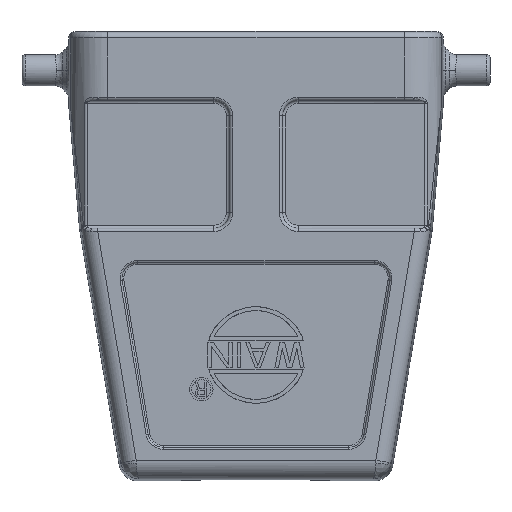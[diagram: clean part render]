
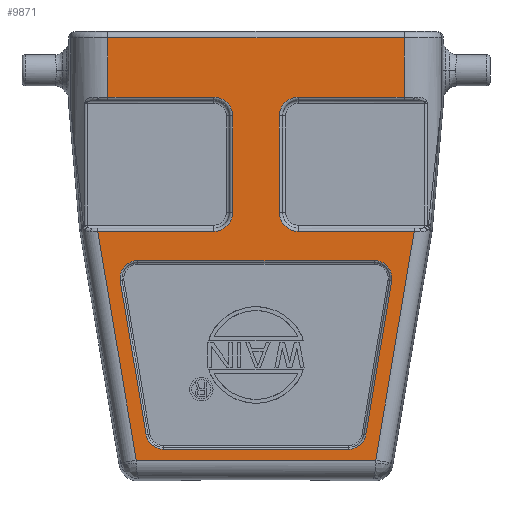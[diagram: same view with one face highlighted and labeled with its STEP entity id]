
A CAD part, front view. The second image highlights one B-rep face of the part: STEP entity #9871.
In plain terms, the highlighted planar face has unit normal (0, -1, 0).
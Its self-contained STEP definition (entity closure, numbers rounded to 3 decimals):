
#258=DIRECTION('',(1.,0.,0.));
#259=VECTOR('',#258,38.375);
#260=CARTESIAN_POINT('',(-19.188,-21.5,
-68.677));
#261=LINE('',#260,#259);
#292=CARTESIAN_POINT('',(6.75,-21.5,-13.5));
#293=DIRECTION('',(0.,-1.,0.));
#294=DIRECTION('',(0.,0.,1.));
#295=AXIS2_PLACEMENT_3D('',#292,#293,#294);
#297=CARTESIAN_POINT('',(6.75,-21.5,-29.));
#298=DIRECTION('',(0.,-1.,0.));
#299=DIRECTION('',(-1.,0.,0.));
#300=AXIS2_PLACEMENT_3D('',#297,#298,#299);
#302=DIRECTION('',(-0.166,0.,-0.986));
#303=VECTOR('',#302,37.191);
#304=CARTESIAN_POINT('',(25.352,-21.5,-32.));
#305=LINE('',#304,#303);
#306=DIRECTION('',(-0.166,0.,0.986));
#307=VECTOR('',#306,37.193);
#308=CARTESIAN_POINT('',(-19.188,-21.5,
-68.677));
#309=LINE('',#308,#307);
#310=CARTESIAN_POINT('',(-6.75,-21.5,-29.));
#311=DIRECTION('',(0.,-1.,0.));
#312=DIRECTION('',(0.,0.,-1.));
#313=AXIS2_PLACEMENT_3D('',#310,#311,#312);
#315=CARTESIAN_POINT('',(-6.75,-21.5,-13.5));
#316=DIRECTION('',(0.,-1.,0.));
#317=DIRECTION('',(1.,0.,0.));
#318=AXIS2_PLACEMENT_3D('',#315,#316,#317);
#320=CARTESIAN_POINT('',(14.838,-21.5,-64.125));
#321=DIRECTION('',(0.,-1.,0.));
#322=DIRECTION('',(0.,0.,-1.));
#323=AXIS2_PLACEMENT_3D('',#320,#321,#322);
#325=DIRECTION('',(0.166,0.,0.986));
#326=VECTOR('',#325,24.97);
#327=CARTESIAN_POINT('',(17.599,-21.5,-64.589));
#328=LINE('',#327,#326);
#329=CARTESIAN_POINT('',(18.977,-21.5,-39.5));
#330=DIRECTION('',(0.,-1.,0.));
#331=DIRECTION('',(0.986,0.,-0.166));
#332=AXIS2_PLACEMENT_3D('',#329,#330,#331);
#334=CARTESIAN_POINT('',(-18.987,-21.5,-39.5));
#335=DIRECTION('',(0.,-1.,0.));
#336=DIRECTION('',(0.,0.,1.));
#337=AXIS2_PLACEMENT_3D('',#334,#335,#336);
#339=DIRECTION('',(0.166,0.,-0.986));
#340=VECTOR('',#339,24.971);
#341=CARTESIAN_POINT('',(-21.748,-21.5,-39.965));
#342=LINE('',#341,#340);
#343=CARTESIAN_POINT('',(-14.84,-21.5,
-64.125));
#344=DIRECTION('',(0.,-1.,0.));
#345=DIRECTION('',(-0.986,0.,-0.166));
#346=AXIS2_PLACEMENT_3D('',#343,#344,#345);
#352=DIRECTION('',(1.,0.,0.));
#353=VECTOR('',#352,16.979);
#354=CARTESIAN_POINT('',(-23.729,-21.5,-10.5));
#355=LINE('',#354,#353);
#481=DIRECTION('',(-1.,0.,0.));
#482=VECTOR('',#481,18.615);
#483=CARTESIAN_POINT('',(-6.75,-21.5,-32.));
#484=LINE('',#483,#482);
#535=DIRECTION('',(0.,0.,-1.));
#536=VECTOR('',#535,15.5);
#537=CARTESIAN_POINT('',(-3.75,-21.5,-13.5));
#538=LINE('',#537,#536);
#907=DIRECTION('',(0.,0.,1.));
#908=VECTOR('',#907,9.5);
#909=CARTESIAN_POINT('',(23.729,-21.5,-10.5));
#910=LINE('',#909,#908);
#934=DIRECTION('',(1.,0.,0.));
#935=VECTOR('',#934,16.979);
#936=CARTESIAN_POINT('',(6.75,-21.5,-10.5));
#937=LINE('',#936,#935);
#1138=DIRECTION('',(-1.,0.,0.));
#1139=VECTOR('',#1138,18.602);
#1140=CARTESIAN_POINT('',(25.352,-21.5,
-32.));
#1141=LINE('',#1140,#1139);
#1169=DIRECTION('',(0.,0.,1.));
#1170=VECTOR('',#1169,15.5);
#1171=CARTESIAN_POINT('',(3.75,-21.5,-29.));
#1172=LINE('',#1171,#1170);
#1245=DIRECTION('',(-1.,0.,0.));
#1246=VECTOR('',#1245,47.457);
#1247=CARTESIAN_POINT('',(23.729,-21.5,-1.));
#1248=LINE('',#1247,#1246);
#1310=DIRECTION('',(0.,0.,-1.));
#1311=VECTOR('',#1310,9.5);
#1312=CARTESIAN_POINT('',(-23.729,-21.5,-1.));
#1313=LINE('',#1312,#1311);
#6441=DIRECTION('',(-1.,0.,0.));
#6442=VECTOR('',#6441,29.678);
#6443=CARTESIAN_POINT('',(14.838,-21.5,-66.925));
#6444=LINE('',#6443,#6442);
#6541=DIRECTION('',(1.,0.,0.));
#6542=VECTOR('',#6541,37.964);
#6543=CARTESIAN_POINT('',(-18.987,-21.5,-36.7));
#6544=LINE('',#6543,#6542);
#7762=CARTESIAN_POINT('',(19.187,-21.5,-68.677));
#7763=VERTEX_POINT('',#7762);
#7764=CARTESIAN_POINT('',(25.352,-21.5,
-32.));
#7765=VERTEX_POINT('',#7764);
#7769=CARTESIAN_POINT('',(-19.188,-21.5,
-68.677));
#7770=VERTEX_POINT('',#7769);
#7772=CARTESIAN_POINT('',(-23.729,-21.5,-10.5));
#7773=CARTESIAN_POINT('',(-6.75,-21.5,-10.5));
#7774=VERTEX_POINT('',#7772);
#7775=VERTEX_POINT('',#7773);
#7776=CARTESIAN_POINT('',(-23.729,-21.5,-1.));
#7777=VERTEX_POINT('',#7776);
#7778=CARTESIAN_POINT('',(23.729,-21.5,-1.));
#7779=VERTEX_POINT('',#7778);
#7780=CARTESIAN_POINT('',(23.729,-21.5,-10.5));
#7781=VERTEX_POINT('',#7780);
#7782=CARTESIAN_POINT('',(6.75,-21.5,-10.5));
#7783=VERTEX_POINT('',#7782);
#7784=CARTESIAN_POINT('',(3.75,-21.5,-13.5));
#7785=VERTEX_POINT('',#7784);
#7786=CARTESIAN_POINT('',(3.75,-21.5,-29.));
#7787=VERTEX_POINT('',#7786);
#7788=CARTESIAN_POINT('',(6.75,-21.5,-32.));
#7789=VERTEX_POINT('',#7788);
#7790=CARTESIAN_POINT('',(-25.365,-21.5,
-32.));
#7791=VERTEX_POINT('',#7790);
#7792=CARTESIAN_POINT('',(-6.75,-21.5,-32.));
#7793=VERTEX_POINT('',#7792);
#7794=CARTESIAN_POINT('',(-3.75,-21.5,-29.));
#7795=VERTEX_POINT('',#7794);
#7796=CARTESIAN_POINT('',(-3.75,-21.5,-13.5));
#7797=VERTEX_POINT('',#7796);
#7798=CARTESIAN_POINT('',(14.838,-21.5,-66.925));
#7799=CARTESIAN_POINT('',(-14.84,-21.5,-66.925));
#7800=VERTEX_POINT('',#7798);
#7801=VERTEX_POINT('',#7799);
#7802=CARTESIAN_POINT('',(17.599,-21.5,
-64.589));
#7803=VERTEX_POINT('',#7802);
#7804=CARTESIAN_POINT('',(21.738,-21.5,-39.964));
#7805=VERTEX_POINT('',#7804);
#7806=CARTESIAN_POINT('',(18.977,-21.5,-36.7));
#7807=VERTEX_POINT('',#7806);
#7808=CARTESIAN_POINT('',(-18.987,-21.5,-36.7));
#7809=VERTEX_POINT('',#7808);
#7810=CARTESIAN_POINT('',(-21.748,-21.5,-39.965));
#7811=VERTEX_POINT('',#7810);
#7812=CARTESIAN_POINT('',(-17.601,-21.5,-64.59));
#7813=VERTEX_POINT('',#7812);
#9816=CARTESIAN_POINT('',(0.,-21.5,0.));
#9817=DIRECTION('',(0.,1.,0.));
#9818=DIRECTION('',(1.,0.,0.));
#9819=AXIS2_PLACEMENT_3D('',#9816,#9817,#9818);
#9820=PLANE('',#9819);
#9822=ORIENTED_EDGE('',*,*,#9821,.F.);
#9824=ORIENTED_EDGE('',*,*,#9823,.F.);
#9826=ORIENTED_EDGE('',*,*,#9825,.F.);
#9828=ORIENTED_EDGE('',*,*,#9827,.F.);
#9830=ORIENTED_EDGE('',*,*,#9829,.F.);
#9832=ORIENTED_EDGE('',*,*,#9831,.T.);
#9834=ORIENTED_EDGE('',*,*,#9833,.F.);
#9836=ORIENTED_EDGE('',*,*,#9835,.T.);
#9838=ORIENTED_EDGE('',*,*,#9837,.F.);
#9839=ORIENTED_EDGE('',*,*,#9761,.T.);
#9840=ORIENTED_EDGE('',*,*,#9803,.F.);
#9842=ORIENTED_EDGE('',*,*,#9841,.T.);
#9844=ORIENTED_EDGE('',*,*,#9843,.F.);
#9846=ORIENTED_EDGE('',*,*,#9845,.T.);
#9848=ORIENTED_EDGE('',*,*,#9847,.F.);
#9850=ORIENTED_EDGE('',*,*,#9849,.T.);
#9851=EDGE_LOOP('',(#9822,#9824,#9826,#9828,#9830,#9832,#9834,#9836,#9838,#9839,
#9840,#9842,#9844,#9846,#9848,#9850));
#9852=FACE_OUTER_BOUND('',#9851,.F.);
#9854=ORIENTED_EDGE('',*,*,#9853,.F.);
#9856=ORIENTED_EDGE('',*,*,#9855,.T.);
#9858=ORIENTED_EDGE('',*,*,#9857,.T.);
#9860=ORIENTED_EDGE('',*,*,#9859,.T.);
#9862=ORIENTED_EDGE('',*,*,#9861,.F.);
#9864=ORIENTED_EDGE('',*,*,#9863,.T.);
#9866=ORIENTED_EDGE('',*,*,#9865,.T.);
#9868=ORIENTED_EDGE('',*,*,#9867,.T.);
#9869=EDGE_LOOP('',(#9854,#9856,#9858,#9860,#9862,#9864,#9866,#9868));
#9870=FACE_BOUND('',#9869,.F.);
#296=CIRCLE('',#295,3.);
#301=CIRCLE('',#300,3.);
#314=CIRCLE('',#313,3.);
#319=CIRCLE('',#318,3.);
#324=CIRCLE('',#323,2.8);
#333=CIRCLE('',#332,2.8);
#338=CIRCLE('',#337,2.8);
#347=CIRCLE('',#346,2.8);
#9761=EDGE_CURVE('',#7765,#7763,#305,.T.);
#9803=EDGE_CURVE('',#7770,#7763,#261,.T.);
#9821=EDGE_CURVE('',#7774,#7775,#355,.T.);
#9823=EDGE_CURVE('',#7777,#7774,#1313,.T.);
#9825=EDGE_CURVE('',#7779,#7777,#1248,.T.);
#9827=EDGE_CURVE('',#7781,#7779,#910,.T.);
#9829=EDGE_CURVE('',#7783,#7781,#937,.T.);
#9831=EDGE_CURVE('',#7783,#7785,#296,.T.);
#9833=EDGE_CURVE('',#7787,#7785,#1172,.T.);
#9835=EDGE_CURVE('',#7787,#7789,#301,.T.);
#9837=EDGE_CURVE('',#7765,#7789,#1141,.T.);
#9841=EDGE_CURVE('',#7770,#7791,#309,.T.);
#9843=EDGE_CURVE('',#7793,#7791,#484,.T.);
#9845=EDGE_CURVE('',#7793,#7795,#314,.T.);
#9847=EDGE_CURVE('',#7797,#7795,#538,.T.);
#9849=EDGE_CURVE('',#7797,#7775,#319,.T.);
#9853=EDGE_CURVE('',#7800,#7801,#6444,.T.);
#9855=EDGE_CURVE('',#7800,#7803,#324,.T.);
#9857=EDGE_CURVE('',#7803,#7805,#328,.T.);
#9859=EDGE_CURVE('',#7805,#7807,#333,.T.);
#9861=EDGE_CURVE('',#7809,#7807,#6544,.T.);
#9863=EDGE_CURVE('',#7809,#7811,#338,.T.);
#9865=EDGE_CURVE('',#7811,#7813,#342,.T.);
#9867=EDGE_CURVE('',#7813,#7801,#347,.T.);
#9871=ADVANCED_FACE('',(#9852,#9870),#9820,.F.);
